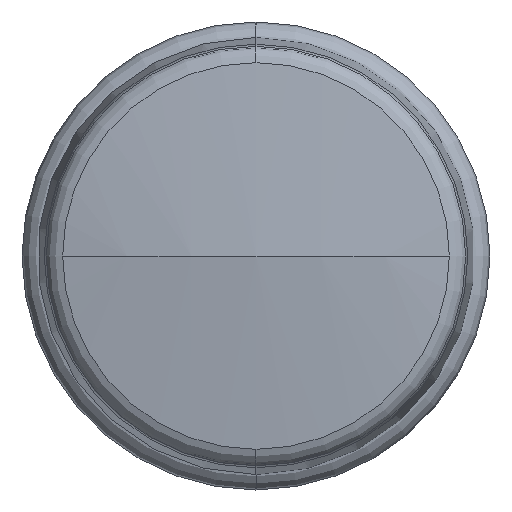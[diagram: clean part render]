
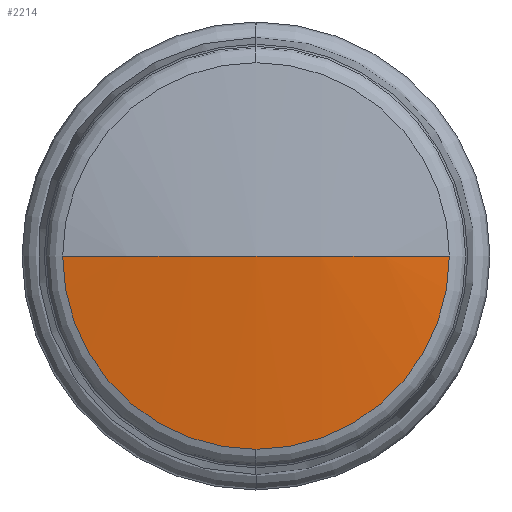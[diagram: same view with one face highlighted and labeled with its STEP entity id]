
A CAD part, left-side view. The second image highlights one B-rep face of the part: STEP entity #2214.
In plain terms, the highlighted spherical face has radius 100 mm.
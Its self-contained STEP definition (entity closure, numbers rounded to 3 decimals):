
#608 = CARTESIAN_POINT ( 'NONE',  ( 1.516, 0., 0. ) ) ;
#839 = EDGE_LOOP ( 'NONE', ( #2048, #4553, #2241, #4697 ) ) ;
#1185 = EDGE_CURVE ( 'NONE', #5745, #2651, #4950, .T. ) ;
#1728 = AXIS2_PLACEMENT_3D ( 'NONE', #608, #4235, #4620 ) ;
#2048 = ORIENTED_EDGE ( 'NONE', *, *, #5742, .T. ) ;
#2102 = CIRCLE ( 'NONE', #3516, 100. ) ;
#2214 = ADVANCED_FACE ( 'NONE', ( #3463 ), #3397, .T. ) ;
#2241 = ORIENTED_EDGE ( 'NONE', *, *, #5281, .T. ) ;
#2459 = DIRECTION ( 'NONE',  ( 0., 1., 0. ) ) ;
#2485 = DIRECTION ( 'NONE',  ( 0., 1., 0. ) ) ;
#2497 = CARTESIAN_POINT ( 'NONE',  ( 1.516, -17.347, 0. ) ) ;
#2651 = VERTEX_POINT ( 'NONE', #2497 ) ;
#2698 = DIRECTION ( 'NONE',  ( -1., 0., 0. ) ) ;
#3175 = CARTESIAN_POINT ( 'NONE',  ( 1.516, 17.347, 0. ) ) ;
#3321 = AXIS2_PLACEMENT_3D ( 'NONE', #4922, #2698, #5839 ) ;
#3397 = SPHERICAL_SURFACE ( 'NONE', #3753, 100. ) ;
#3463 = FACE_OUTER_BOUND ( 'NONE', #839, .T. ) ;
#3516 = AXIS2_PLACEMENT_3D ( 'NONE', #5139, #5197, #2459 ) ;
#3616 = CARTESIAN_POINT ( 'NONE',  ( 0., 0., 0. ) ) ;
#3753 = AXIS2_PLACEMENT_3D ( 'NONE', #4320, #4746, #2485 ) ;
#3769 = CARTESIAN_POINT ( 'NONE',  ( 1.516, 0., -17.347 ) ) ;
#3895 = VERTEX_POINT ( 'NONE', #3616 ) ;
#4235 = DIRECTION ( 'NONE',  ( -1., 0., 0. ) ) ;
#4265 = EDGE_CURVE ( 'NONE', #5578, #3895, #5631, .T. ) ;
#4320 = CARTESIAN_POINT ( 'NONE',  ( 100., 0., 0. ) ) ;
#4542 = AXIS2_PLACEMENT_3D ( 'NONE', #4798, #4782, #5207 ) ;
#4553 = ORIENTED_EDGE ( 'NONE', *, *, #1185, .T. ) ;
#4620 = DIRECTION ( 'NONE',  ( 0., 0., -1. ) ) ;
#4697 = ORIENTED_EDGE ( 'NONE', *, *, #4265, .F. ) ;
#4746 = DIRECTION ( 'NONE',  ( 0., 0., -1. ) ) ;
#4782 = DIRECTION ( 'NONE',  ( 0., 0., 1. ) ) ;
#4798 = CARTESIAN_POINT ( 'NONE',  ( 100., 0., 0. ) ) ;
#4922 = CARTESIAN_POINT ( 'NONE',  ( 1.516, 0., 0. ) ) ;
#4950 = CIRCLE ( 'NONE', #3321, 17.347 ) ;
#5057 = CIRCLE ( 'NONE', #1728, 17.347 ) ;
#5139 = CARTESIAN_POINT ( 'NONE',  ( 100., 0., 0. ) ) ;
#5197 = DIRECTION ( 'NONE',  ( 0., 0., -1. ) ) ;
#5207 = DIRECTION ( 'NONE',  ( 1., 0., 0. ) ) ;
#5281 = EDGE_CURVE ( 'NONE', #2651, #3895, #2102, .T. ) ;
#5578 = VERTEX_POINT ( 'NONE', #3175 ) ;
#5631 = CIRCLE ( 'NONE', #4542, 100. ) ;
#5742 = EDGE_CURVE ( 'NONE', #5578, #5745, #5057, .T. ) ;
#5745 = VERTEX_POINT ( 'NONE', #3769 ) ;
#5839 = DIRECTION ( 'NONE',  ( 0., 0., -1. ) ) ;
